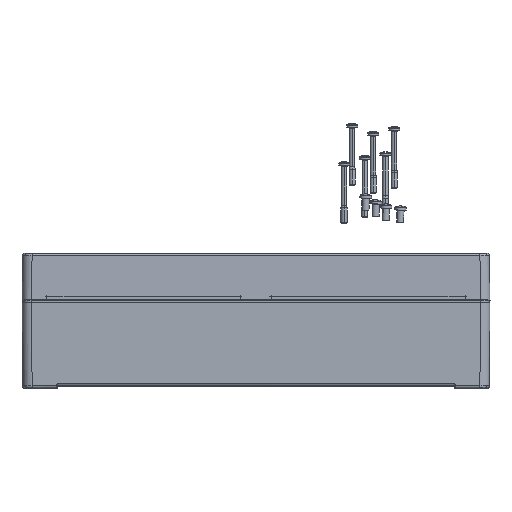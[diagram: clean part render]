
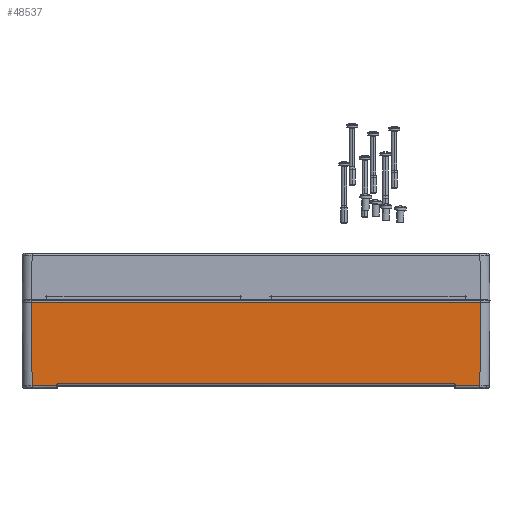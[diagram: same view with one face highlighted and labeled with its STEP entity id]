
A CAD part, top view. The second image highlights one B-rep face of the part: STEP entity #48537.
In plain terms, the highlighted planar face has unit normal (0, -0.009, 1).
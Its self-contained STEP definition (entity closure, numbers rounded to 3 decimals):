
#15324 = CARTESIAN_POINT ( 'NONE',  ( -143.517, -56.513, 114.517 ) ) ;
#23915 = CARTESIAN_POINT ( 'NONE',  ( -150., -3., 114.974 ) ) ;
#23916 = LINE ( 'NONE', #23915, #23976 ) ;
#23943 = CARTESIAN_POINT ( 'NONE',  ( -143.975, -3., 114.974 ) ) ;
#23974 = CARTESIAN_POINT ( 'NONE',  ( 143.975, -3., 114.974 ) ) ;
#23975 = DIRECTION ( 'NONE',  ( -1., 0., 0. ) ) ;
#23976 = VECTOR ( 'NONE', #23975, 1000. ) ;
#24128 = DIRECTION ( 'NONE',  ( 0.009, -1., -0.009 ) ) ;
#24129 = VECTOR ( 'NONE', #24128, 1000. ) ;
#24130 = CARTESIAN_POINT ( 'NONE',  ( -144.001, 0.051, 115. ) ) ;
#24131 = LINE ( 'NONE', #24130, #24129 ) ;
#24132 = DIRECTION ( 'NONE',  ( 0.009, 1., 0.009 ) ) ;
#24133 = VECTOR ( 'NONE', #24132, 1000. ) ;
#24134 = CARTESIAN_POINT ( 'NONE',  ( 143.979, -2.514, 114.978 ) ) ;
#24135 = LINE ( 'NONE', #24134, #24133 ) ;
#24136 = CARTESIAN_POINT ( 'NONE',  ( 143.517, -56.513, 114.517 ) ) ;
#24157 = CARTESIAN_POINT ( 'NONE',  ( 127.378, -55.013, 114.53 ) ) ;
#24158 = CARTESIAN_POINT ( 'NONE',  ( -127.378, -55.013, 114.53 ) ) ;
#24159 = DIRECTION ( 'NONE',  ( 1., 0., 0. ) ) ;
#24160 = VECTOR ( 'NONE', #24159, 1000. ) ;
#24161 = CARTESIAN_POINT ( 'NONE',  ( -150., -55.013, 114.53 ) ) ;
#24162 = DIRECTION ( 'NONE',  ( 0., -1., -0.009 ) ) ;
#24163 = DIRECTION ( 'NONE',  ( 0., -0.009, 1. ) ) ;
#24164 = AXIS2_PLACEMENT_3D ( 'NONE', #24166, #24163, #24162 ) ;
#24165 = LINE ( 'NONE', #24161, #24160 ) ;
#24166 = CARTESIAN_POINT ( 'NONE',  ( -150., 0., 115. ) ) ;
#24167 = PLANE ( 'NONE',  #24164 ) ;
#24168 = FACE_OUTER_BOUND ( 'NONE', #48538, .T. ) ;
#24231 = CARTESIAN_POINT ( 'NONE',  ( -127.585, -55.786, 114.523 ) ) ;
#24232 = DIRECTION ( 'NONE',  ( 0.009, 1., 0.009 ) ) ;
#24233 = VECTOR ( 'NONE', #24232, 1000. ) ;
#24234 = CARTESIAN_POINT ( 'NONE',  ( -127.578, -55.012, 114.53 ) ) ;
#24235 = LINE ( 'NONE', #24234, #24233 ) ;
#24236 = CARTESIAN_POINT ( 'NONE',  ( -127.591, -56.513, 114.517 ) ) ;
#24237 = DIRECTION ( 'NONE',  ( 1., 0., 0. ) ) ;
#24238 = VECTOR ( 'NONE', #24237, 1000. ) ;
#24239 = CARTESIAN_POINT ( 'NONE',  ( -150., -56.513, 114.517 ) ) ;
#24240 = LINE ( 'NONE', #24239, #24238 ) ;
#24254 = CARTESIAN_POINT ( 'NONE',  ( 127.585, -55.786, 114.523 ) ) ;
#24255 = B_SPLINE_CURVE_WITH_KNOTS ( 'NONE', 3,
 ( #24295, #24294, #24293, #24292, #24291, #24290 ),
 .UNSPECIFIED., .F., .F.,
 ( 4, 2, 4 ),
 ( 0., 0., 0.001 ),
 .UNSPECIFIED. ) ;
#24263 = CARTESIAN_POINT ( 'NONE',  ( -127.378, -55.013, 114.53 ) ) ;
#24264 = CARTESIAN_POINT ( 'NONE',  ( -127.426, -55.137, 114.528 ) ) ;
#24265 = CARTESIAN_POINT ( 'NONE',  ( -127.475, -55.263, 114.527 ) ) ;
#24266 = CARTESIAN_POINT ( 'NONE',  ( -127.553, -55.52, 114.525 ) ) ;
#24267 = CARTESIAN_POINT ( 'NONE',  ( -127.583, -55.65, 114.524 ) ) ;
#24268 = CARTESIAN_POINT ( 'NONE',  ( -127.585, -55.786, 114.523 ) ) ;
#24272 = B_SPLINE_CURVE_WITH_KNOTS ( 'NONE', 3,
 ( #24268, #24267, #24266, #24265, #24264, #24263 ),
 .UNSPECIFIED., .F., .F.,
 ( 4, 2, 4 ),
 ( 0., 0., 0.001 ),
 .UNSPECIFIED. ) ;
#24281 = DIRECTION ( 'NONE',  ( 1., 0., 0. ) ) ;
#24282 = VECTOR ( 'NONE', #24281, 1000. ) ;
#24283 = CARTESIAN_POINT ( 'NONE',  ( -150., -56.513, 114.517 ) ) ;
#24284 = LINE ( 'NONE', #24283, #24282 ) ;
#24285 = CARTESIAN_POINT ( 'NONE',  ( 127.591, -56.513, 114.517 ) ) ;
#24286 = DIRECTION ( 'NONE',  ( 0.009, -1., -0.009 ) ) ;
#24287 = VECTOR ( 'NONE', #24286, 1000. ) ;
#24288 = CARTESIAN_POINT ( 'NONE',  ( 127.077, 2.418, 115.021 ) ) ;
#24289 = LINE ( 'NONE', #24288, #24287 ) ;
#24290 = CARTESIAN_POINT ( 'NONE',  ( 127.585, -55.786, 114.523 ) ) ;
#24291 = CARTESIAN_POINT ( 'NONE',  ( 127.583, -55.65, 114.524 ) ) ;
#24292 = CARTESIAN_POINT ( 'NONE',  ( 127.553, -55.52, 114.525 ) ) ;
#24293 = CARTESIAN_POINT ( 'NONE',  ( 127.475, -55.263, 114.527 ) ) ;
#24294 = CARTESIAN_POINT ( 'NONE',  ( 127.426, -55.138, 114.528 ) ) ;
#24295 = CARTESIAN_POINT ( 'NONE',  ( 127.378, -55.013, 114.53 ) ) ;
#45003 = VERTEX_POINT ( 'NONE', #15324 ) ;
#48445 = VERTEX_POINT ( 'NONE', #23943 ) ;
#48448 = EDGE_CURVE ( 'NONE', #48449, #48445, #23916, .T. ) ;
#48449 = VERTEX_POINT ( 'NONE', #23974 ) ;
#48523 = VERTEX_POINT ( 'NONE', #24136 ) ;
#48524 = ORIENTED_EDGE ( 'NONE', *, *, #48525, .T. ) ;
#48525 = EDGE_CURVE ( 'NONE', #48523, #48449, #24135, .T. ) ;
#48526 = ORIENTED_EDGE ( 'NONE', *, *, #48448, .T. ) ;
#48527 = ORIENTED_EDGE ( 'NONE', *, *, #48528, .T. ) ;
#48528 = EDGE_CURVE ( 'NONE', #48445, #45003, #24131, .T. ) ;
#48537 = ADVANCED_FACE ( 'NONE', ( #24168 ), #24167, .T. ) ;
#48538 = EDGE_LOOP ( 'NONE', ( #48539, #48543, #48604, #48607, #48524, #48526, #48527, #48589, #48592, #48595 ) ) ;
#48539 = ORIENTED_EDGE ( 'NONE', *, *, #48540, .T. ) ;
#48540 = EDGE_CURVE ( 'NONE', #48541, #48542, #24165, .T. ) ;
#48541 = VERTEX_POINT ( 'NONE', #24158 ) ;
#48542 = VERTEX_POINT ( 'NONE', #24157 ) ;
#48543 = ORIENTED_EDGE ( 'NONE', *, *, #48602, .T. ) ;
#48589 = ORIENTED_EDGE ( 'NONE', *, *, #48590, .T. ) ;
#48590 = EDGE_CURVE ( 'NONE', #45003, #48591, #24240, .T. ) ;
#48591 = VERTEX_POINT ( 'NONE', #24236 ) ;
#48592 = ORIENTED_EDGE ( 'NONE', *, *, #48593, .T. ) ;
#48593 = EDGE_CURVE ( 'NONE', #48591, #48594, #24235, .T. ) ;
#48594 = VERTEX_POINT ( 'NONE', #24231 ) ;
#48595 = ORIENTED_EDGE ( 'NONE', *, *, #48596, .T. ) ;
#48596 = EDGE_CURVE ( 'NONE', #48594, #48541, #24272, .T. ) ;
#48602 = EDGE_CURVE ( 'NONE', #48542, #48603, #24255, .T. ) ;
#48603 = VERTEX_POINT ( 'NONE', #24254 ) ;
#48604 = ORIENTED_EDGE ( 'NONE', *, *, #48605, .T. ) ;
#48605 = EDGE_CURVE ( 'NONE', #48603, #48606, #24289, .T. ) ;
#48606 = VERTEX_POINT ( 'NONE', #24285 ) ;
#48607 = ORIENTED_EDGE ( 'NONE', *, *, #48608, .T. ) ;
#48608 = EDGE_CURVE ( 'NONE', #48606, #48523, #24284, .T. ) ;
